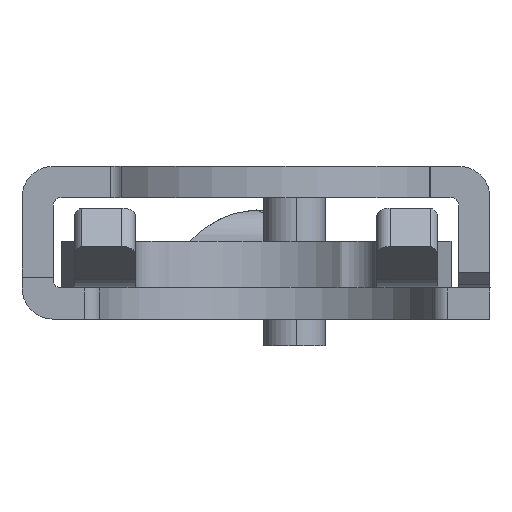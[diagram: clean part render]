
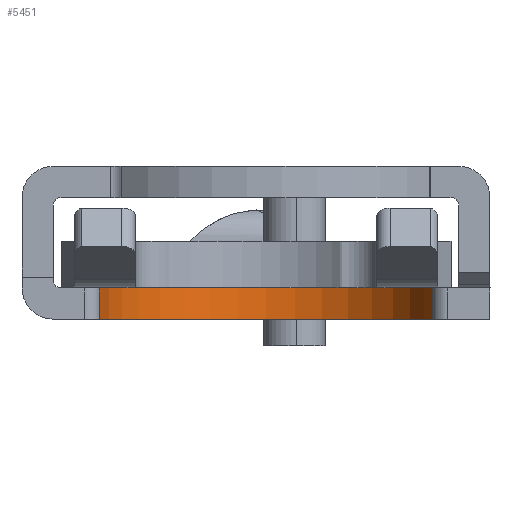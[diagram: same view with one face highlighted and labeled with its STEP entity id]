
A CAD part, left-side view. The second image highlights one B-rep face of the part: STEP entity #5451.
In plain terms, the highlighted cylindrical face has radius 11 mm (diameter 22 mm), a partial arc.
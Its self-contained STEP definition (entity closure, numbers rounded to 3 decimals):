
#112 = VERTEX_POINT ( 'NONE', #1740 ) ;
#573 = CYLINDRICAL_SURFACE ( 'NONE', #3425, 11. ) ;
#894 = FACE_OUTER_BOUND ( 'NONE', #8585, .T. ) ;
#1096 = EDGE_CURVE ( 'NONE', #5594, #6250, #2553, .T. ) ;
#1740 = CARTESIAN_POINT ( 'NONE',  ( 1484.487, -453.905, 0. ) ) ;
#2529 = ORIENTED_EDGE ( 'NONE', *, *, #3599, .F. ) ;
#2553 = CIRCLE ( 'NONE', #7041, 11. ) ;
#2964 = CARTESIAN_POINT ( 'NONE',  ( 1484.487, -453.905, 2. ) ) ;
#3055 = DIRECTION ( 'NONE',  ( 0., 0., 1. ) ) ;
#3179 = CARTESIAN_POINT ( 'NONE',  ( 1481.875, -464.59, 2. ) ) ;
#3425 = AXIS2_PLACEMENT_3D ( 'NONE', #3179, #5414, #8365 ) ;
#3469 = ORIENTED_EDGE ( 'NONE', *, *, #5003, .F. ) ;
#3599 = EDGE_CURVE ( 'NONE', #5594, #7766, #7579, .T. ) ;
#3745 = VECTOR ( 'NONE', #4473, 1000. ) ;
#4179 = DIRECTION ( 'NONE',  ( 0., 0., 1. ) ) ;
#4262 = EDGE_CURVE ( 'NONE', #7766, #112, #8077, .T. ) ;
#4372 = VECTOR ( 'NONE', #3055, 1000. ) ;
#4466 = LINE ( 'NONE', #2964, #4372 ) ;
#4473 = DIRECTION ( 'NONE',  ( 0., 0., -1. ) ) ;
#4531 = CARTESIAN_POINT ( 'NONE',  ( 1484.487, -475.276, 2. ) ) ;
#4627 = CARTESIAN_POINT ( 'NONE',  ( 1484.487, -453.905, 2. ) ) ;
#4921 = CARTESIAN_POINT ( 'NONE',  ( 1484.487, -475.276, 0. ) ) ;
#4927 = CARTESIAN_POINT ( 'NONE',  ( 1481.875, -464.59, 2. ) ) ;
#4956 = DIRECTION ( 'NONE',  ( 0., 0., 1. ) ) ;
#4959 = DIRECTION ( 'NONE',  ( -1., 0., 0. ) ) ;
#5003 = EDGE_CURVE ( 'NONE', #112, #6250, #4466, .T. ) ;
#5069 = DIRECTION ( 'NONE',  ( -1., 0., 0. ) ) ;
#5133 = ORIENTED_EDGE ( 'NONE', *, *, #1096, .T. ) ;
#5406 = CARTESIAN_POINT ( 'NONE',  ( 1484.487, -475.276, 2. ) ) ;
#5414 = DIRECTION ( 'NONE',  ( 0., 0., -1. ) ) ;
#5451 = ADVANCED_FACE ( 'NONE', ( #894 ), #573, .F. ) ;
#5594 = VERTEX_POINT ( 'NONE', #5406 ) ;
#6211 = AXIS2_PLACEMENT_3D ( 'NONE', #8899, #4179, #5069 ) ;
#6250 = VERTEX_POINT ( 'NONE', #4627 ) ;
#7041 = AXIS2_PLACEMENT_3D ( 'NONE', #4927, #4956, #4959 ) ;
#7579 = LINE ( 'NONE', #4531, #3745 ) ;
#7766 = VERTEX_POINT ( 'NONE', #4921 ) ;
#8077 = CIRCLE ( 'NONE', #6211, 11. ) ;
#8079 = ORIENTED_EDGE ( 'NONE', *, *, #4262, .F. ) ;
#8365 = DIRECTION ( 'NONE',  ( -1., 0., 0. ) ) ;
#8585 = EDGE_LOOP ( 'NONE', ( #2529, #5133, #3469, #8079 ) ) ;
#8899 = CARTESIAN_POINT ( 'NONE',  ( 1481.875, -464.59, 0. ) ) ;
